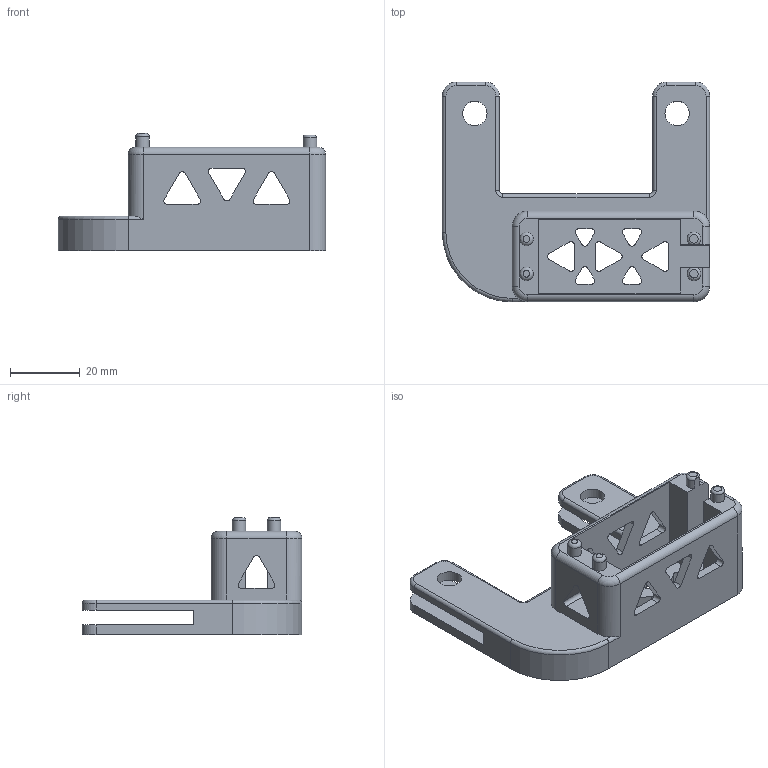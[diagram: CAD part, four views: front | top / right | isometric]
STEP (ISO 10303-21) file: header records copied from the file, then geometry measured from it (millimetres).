
FILE_DESCRIPTION(/* description */ ('STEP AP242','CAx-IF Rec.Pracs.---Representation and Presentation of Product Manufacturing Information (PMI)---4.0---2014-10-13','CAx-IF Rec.Pracs.---3D Tessellated Geometry---0.4---2014-09-14','2;1'),/* implementation_level */ '2;1');
FILE_NAME(/* name */ '658ee9ec9a15484af8e2e723',/* time_stamp */ '2023-12-29T15:46:53Z',/* author */ (''),/* organization */ (''),/* preprocessor_version */ 'ST-DEVELOPER v19.4',/* originating_system */ ' ',/* authorisation */ ' ');
FILE_SCHEMA (('AP242_MANAGED_MODEL_BASED_3D_ENGINEERING_MIM_LF { 1 0 10303 442 1 1 4 }'));
Length unit declared in the file: metre
Products named in the file (1): MG995 v27
Bounding box: 76.6 x 63 x 33.6 mm (x, y, z)
Volume: 30539.6 mm3; surface area: 17660.4 mm2
Topology: 1 solids, 1 shells, 170 faces, 474 edges, 308 vertices
Faces by surface type: cylinder 80, plane 75, torus 15
Full cylindrical faces by diameter (mm): 3.9 x2, 7 x4
Entity records: 5517 total; most frequent: DIRECTION 973, CARTESIAN_POINT 959, ORIENTED_EDGE 924, EDGE_CURVE 462, AXIS2_PLACEMENT_3D 344, VERTEX_POINT 306, LINE 285, VECTOR 285
